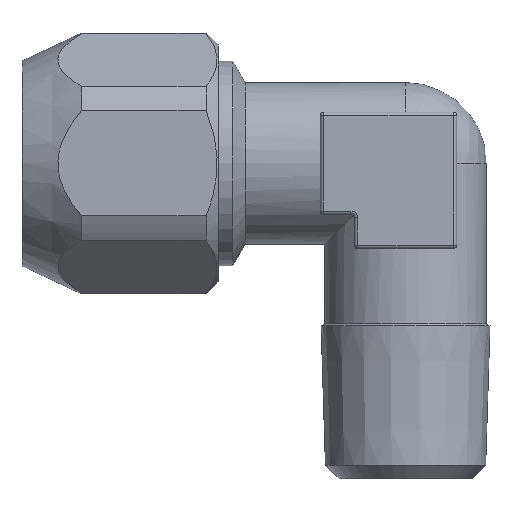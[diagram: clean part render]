
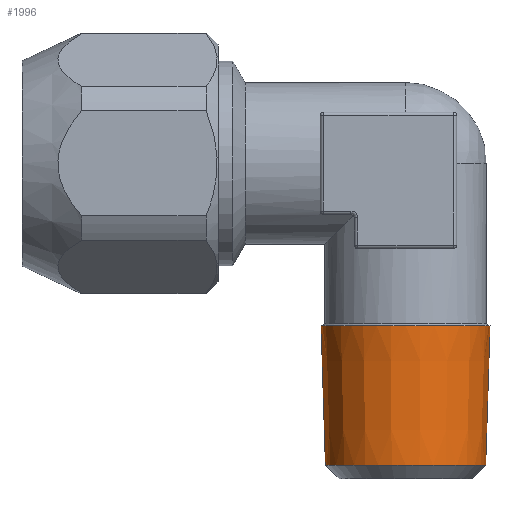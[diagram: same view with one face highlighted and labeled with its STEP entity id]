
A CAD part, top view. The second image highlights one B-rep face of the part: STEP entity #1996.
In plain terms, the highlighted conical face has half-angle 1.78 degrees and reference radius 4.827 mm.
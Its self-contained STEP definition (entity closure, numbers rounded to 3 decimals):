
#376=DIRECTION('',(-0.031,-1.,0.));
#377=VECTOR('',#376,8.174);
#378=CARTESIAN_POINT('',(4.954,-9.53,0.));
#379=LINE('',#378,#377);
#380=DIRECTION('',(0.031,-1.,0.));
#381=VECTOR('',#380,8.174);
#382=CARTESIAN_POINT('',(-4.954,-9.53,0.));
#383=LINE('',#382,#381);
#384=CARTESIAN_POINT('',(0.,-9.53,0.));
#385=DIRECTION('',(0.,-1.,0.));
#386=DIRECTION('',(1.,0.,0.));
#387=AXIS2_PLACEMENT_3D('',#384,#385,#386);
#402=CARTESIAN_POINT('',(0.,-17.7,0.));
#403=DIRECTION('',(0.,-1.,0.));
#404=DIRECTION('',(1.,0.,0.));
#405=AXIS2_PLACEMENT_3D('',#402,#403,#404);
#1474=CARTESIAN_POINT('',(4.701,-17.7,0.));
#1476=VERTEX_POINT('',#1474);
#1478=CARTESIAN_POINT('',(-4.701,-17.7,0.));
#1480=VERTEX_POINT('',#1478);
#1482=CARTESIAN_POINT('',(4.954,-9.53,0.));
#1483=CARTESIAN_POINT('',(-4.954,-9.53,0.));
#1484=VERTEX_POINT('',#1482);
#1485=VERTEX_POINT('',#1483);
#1983=CARTESIAN_POINT('',(0.,-13.615,0.));
#1984=DIRECTION('',(0.,1.,0.));
#1985=DIRECTION('',(1.,0.,0.));
#1986=AXIS2_PLACEMENT_3D('',#1983,#1984,#1985);
#1987=CONICAL_SURFACE('',#1986,4.827,1.78);
#1989=ORIENTED_EDGE('',*,*,#1988,.F.);
#1990=ORIENTED_EDGE('',*,*,#1978,.T.);
#1992=ORIENTED_EDGE('',*,*,#1991,.T.);
#1993=ORIENTED_EDGE('',*,*,#1974,.F.);
#1994=EDGE_LOOP('',(#1989,#1990,#1992,#1993));
#1995=FACE_OUTER_BOUND('',#1994,.F.);
#1996=ADVANCED_FACE('',(#1995),#1987,.T.);
#388=CIRCLE('',#387,4.954);
#406=CIRCLE('',#405,4.701);
#1974=EDGE_CURVE('',#1485,#1480,#383,.T.);
#1978=EDGE_CURVE('',#1484,#1476,#379,.T.);
#1988=EDGE_CURVE('',#1484,#1485,#388,.T.);
#1991=EDGE_CURVE('',#1476,#1480,#406,.T.);
